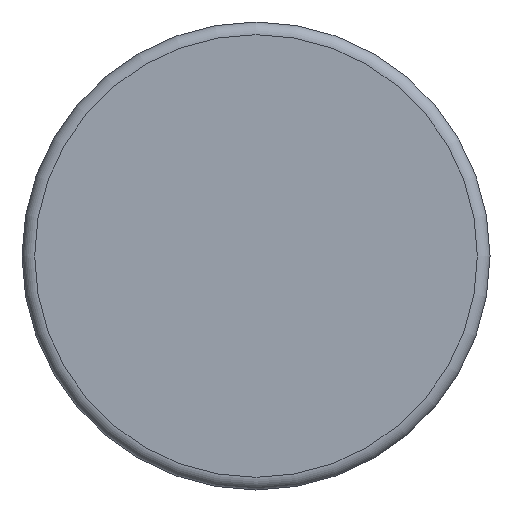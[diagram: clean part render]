
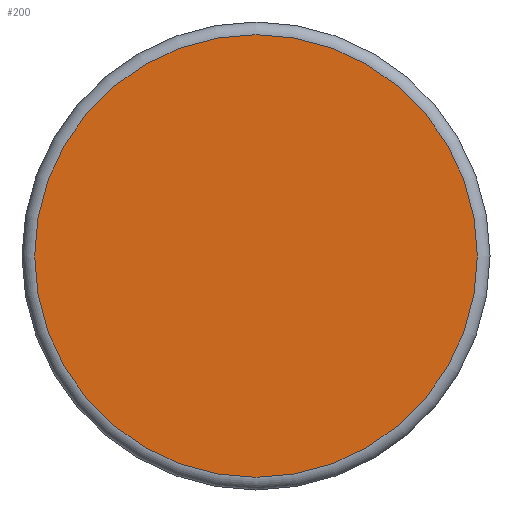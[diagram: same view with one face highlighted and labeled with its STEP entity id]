
A CAD part, front view. The second image highlights one B-rep face of the part: STEP entity #200.
In plain terms, the highlighted planar face has unit normal (0, -1, 0).
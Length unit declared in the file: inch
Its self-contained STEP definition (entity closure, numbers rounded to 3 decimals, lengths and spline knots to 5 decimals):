
#37=FACE_OUTER_BOUND('',#49,.T.);
#49=EDGE_LOOP('',(#148,#149));
#65=CIRCLE('',#239,0.38425);
#66=CIRCLE('',#240,0.38425);
#87=VERTEX_POINT('',#356);
#88=VERTEX_POINT('',#357);
#109=EDGE_CURVE('',#87,#88,#65,.T.);
#110=EDGE_CURVE('',#88,#87,#66,.T.);
#148=ORIENTED_EDGE('',*,*,#109,.T.);
#149=ORIENTED_EDGE('',*,*,#110,.T.);
#181=PLANE('',#242);
#200=ADVANCED_FACE('',(#37),#181,.F.);
#239=AXIS2_PLACEMENT_3D('',#358,#288,#289);
#240=AXIS2_PLACEMENT_3D('',#359,#290,#291);
#242=AXIS2_PLACEMENT_3D('',#361,#294,#295);
#288=DIRECTION('center_axis',(0.,-1.,0.));
#289=DIRECTION('ref_axis',(-1.,0.,0.));
#290=DIRECTION('center_axis',(0.,-1.,0.));
#291=DIRECTION('ref_axis',(-1.,0.,0.));
#294=DIRECTION('center_axis',(0.,1.,0.));
#295=DIRECTION('ref_axis',(0.,0.,1.));
#356=CARTESIAN_POINT('',(0.38425,-1.125,0.));
#357=CARTESIAN_POINT('',(0.,-1.125,-0.38425));
#358=CARTESIAN_POINT('Origin',(0.,-1.125,0.));
#359=CARTESIAN_POINT('Origin',(0.,-1.125,0.));
#361=CARTESIAN_POINT('Origin',(0.,-1.125,0.));
